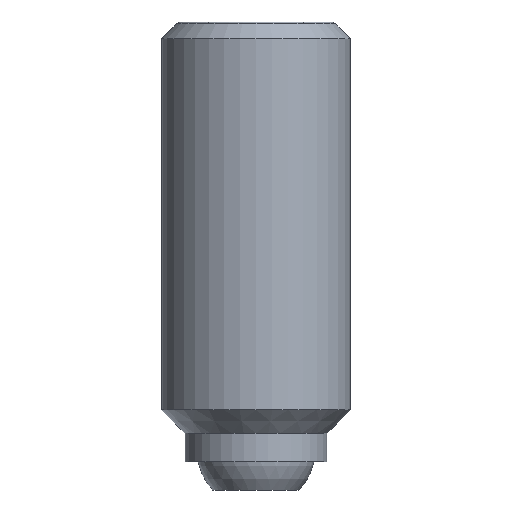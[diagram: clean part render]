
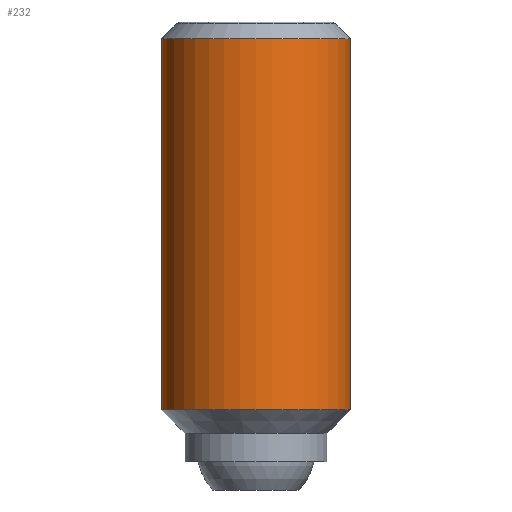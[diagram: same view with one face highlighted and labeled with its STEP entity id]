
A CAD part, front view. The second image highlights one B-rep face of the part: STEP entity #232.
In plain terms, the highlighted cylindrical face has radius 2 mm (diameter 4 mm), a partial arc.
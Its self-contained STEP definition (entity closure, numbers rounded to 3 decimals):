
#136=EDGE_CURVE('',#182,#206,#361,.T.);
#164=VERTEX_POINT('',#393);
#182=VERTEX_POINT('',#412);
#206=VERTEX_POINT('',#443);
#212=EDGE_CURVE('',#230,#164,#449,.T.);
#230=VERTEX_POINT('',#470);
#232=ADVANCED_FACE('',(#472),#473,.T.);
#290=EDGE_CURVE('',#230,#206,#538,.T.);
#332=EDGE_CURVE('',#164,#182,#581,.T.);
#361=LINE('',#603,#604);
#393=CARTESIAN_POINT('',(-2.,0.,-0.35));
#412=CARTESIAN_POINT('',(2.,0.,-0.35));
#443=CARTESIAN_POINT('',(2.,0.,-8.2));
#449=LINE('',#723,#724);
#470=CARTESIAN_POINT('',(-2.,0.,-8.2));
#472=FACE_OUTER_BOUND('',#753,.T.);
#473=CYLINDRICAL_SURFACE('',#754,2.);
#538=CIRCLE('',#866,2.);
#581=CIRCLE('',#942,2.);
#603=CARTESIAN_POINT('',(2.,0.,-4.275));
#604=VECTOR('',#956,1.0);
#723=CARTESIAN_POINT('',(-2.,0.,-4.275));
#724=VECTOR('',#1088,1.0);
#753=EDGE_LOOP('',(#1124,#1125,#1126,#1127));
#754=AXIS2_PLACEMENT_3D('',#1128,#1129,#1130);
#866=AXIS2_PLACEMENT_3D('',#1197,#1198,#1199);
#942=AXIS2_PLACEMENT_3D('',#1219,#1220,#1221);
#956=DIRECTION('',(-0.0,-0.0,-1.0));
#1088=DIRECTION('',(0.0,0.0,1.0));
#1124=ORIENTED_EDGE('',*,*,#212,.F.);
#1125=ORIENTED_EDGE('',*,*,#290,.T.);
#1126=ORIENTED_EDGE('',*,*,#136,.F.);
#1127=ORIENTED_EDGE('',*,*,#332,.F.);
#1128=CARTESIAN_POINT('',(0.,0.,-4.275));
#1129=DIRECTION('',(-0.0,-0.0,-1.0));
#1130=DIRECTION('',(-1.0,0.,0.0));
#1197=CARTESIAN_POINT('',(0.,0.,-8.2));
#1198=DIRECTION('',(0.0,0.0,1.0));
#1199=DIRECTION('',(-1.0,0.,0.0));
#1219=CARTESIAN_POINT('',(0.,0.,-0.35));
#1220=DIRECTION('',(0.0,0.0,1.0));
#1221=DIRECTION('',(-1.0,0.,0.0));
